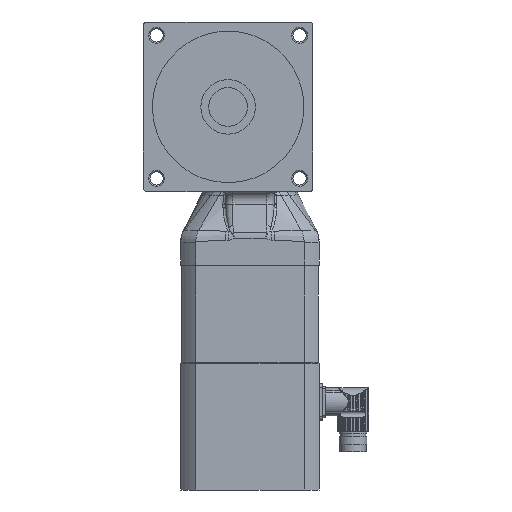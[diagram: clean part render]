
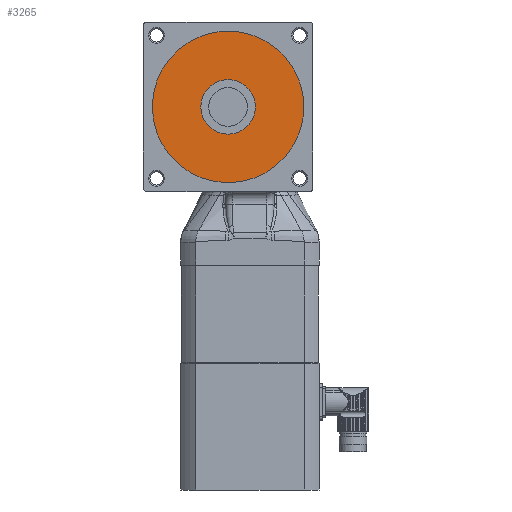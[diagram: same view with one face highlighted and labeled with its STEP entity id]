
A CAD part, front view. The second image highlights one B-rep face of the part: STEP entity #3265.
In plain terms, the highlighted face is planar.
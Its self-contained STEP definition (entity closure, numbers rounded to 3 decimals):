
#1543=FACE_BOUND('',#5206,.T.);
#2402=CIRCLE('',#14949,22.5);
#2403=CIRCLE('',#14950,62.5);
#3265=ADVANCED_FACE('',(#1543,#4248),#3444,.T.);
#3444=PLANE('',#14951);
#4248=FACE_OUTER_BOUND('',#5207,.T.);
#5206=EDGE_LOOP('',(#9112));
#5207=EDGE_LOOP('',(#9113));
#9112=ORIENTED_EDGE('',*,*,#12318,.F.);
#9113=ORIENTED_EDGE('',*,*,#12319,.T.);
#10357=VERTEX_POINT('',#35333);
#10358=VERTEX_POINT('',#35335);
#12318=EDGE_CURVE('',#10357,#10357,#2402,.T.);
#12319=EDGE_CURVE('',#10358,#10358,#2403,.T.);
#14949=AXIS2_PLACEMENT_3D('',#35332,#18543,#18544);
#14950=AXIS2_PLACEMENT_3D('',#35334,#18545,#18546);
#14951=AXIS2_PLACEMENT_3D('',#35336,#18547,#18548);
#18543=DIRECTION('',(1.,0.,0.));
#18544=DIRECTION('',(0.,0.,-1.));
#18545=DIRECTION('',(1.,0.,0.));
#18546=DIRECTION('',(0.,0.,-1.));
#18547=DIRECTION('',(1.,0.,0.));
#18548=DIRECTION('',(0.,0.,-1.));
#35332=CARTESIAN_POINT('',(71.,0.,0.));
#35333=CARTESIAN_POINT('',(71.,0.,-22.5));
#35334=CARTESIAN_POINT('',(71.,0.,0.));
#35335=CARTESIAN_POINT('',(71.,0.,-62.5));
#35336=CARTESIAN_POINT('',(71.,0.,0.));
